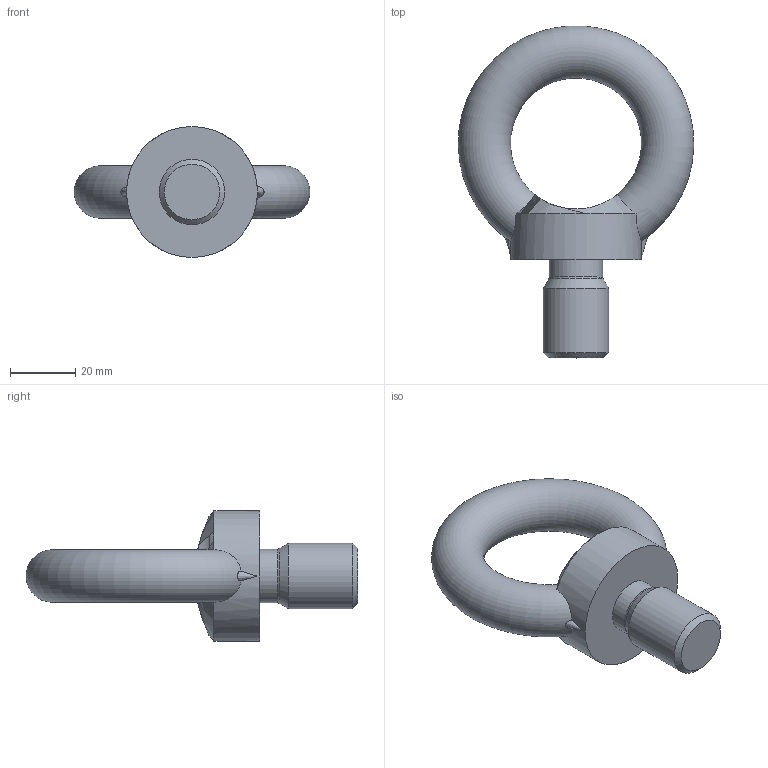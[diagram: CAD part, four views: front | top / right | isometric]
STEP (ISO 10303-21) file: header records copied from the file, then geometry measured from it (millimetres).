
FILE_DESCRIPTION( ( 'STEP AP214' ), '1' );
FILE_NAME( 'K0767.20__Stahl_.stp', '2020-12-10T08:56:34', ( '' ), ( '' ), ' ', 'PARTsolutions', ' ' );
FILE_SCHEMA( ( 'AUTOMOTIVE_DESIGN { 1 0 10303 214 1 1 1 1 }' ) );
Length unit declared in the file: millimetre
Products named in the file (1): _K0767.20_(Stahl)
Bounding box: 71.94 x 101.41 x 40 mm (x, y, z)
Volume: 56839.2 mm3; surface area: 12920.7 mm2
Topology: 1 solids, 1 shells, 14 faces, 32 edges, 18 vertices
Faces by surface type: cylinder 4, cone 4, bspline 2, torus 2, plane 2
Full cylindrical faces by diameter (mm): 16.4 x1, 20 x1, 40 x1
Entity records: 856 total; most frequent: CARTESIAN_POINT 474, ORIENTED_EDGE 48, DIRECTION 44, EDGE_CURVE 24, AXIS2_PLACEMENT_3D 22, EDGE_LOOP 21, FACE_OUTER_BOUND 18, VERTEX_POINT 18
